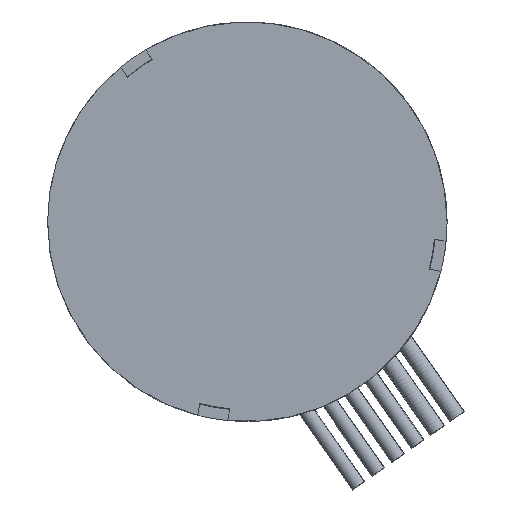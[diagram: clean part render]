
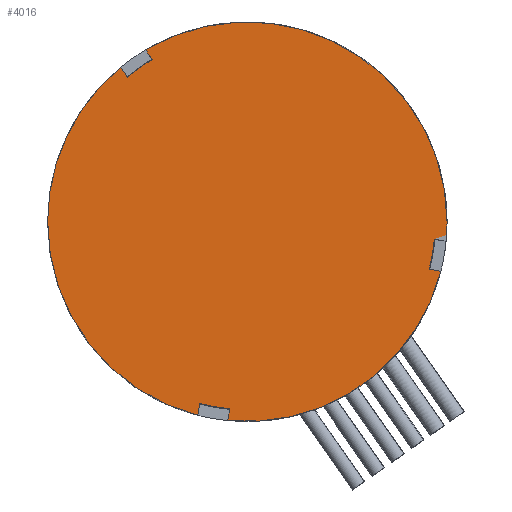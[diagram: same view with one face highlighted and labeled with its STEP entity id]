
A CAD part, top view. The second image highlights one B-rep face of the part: STEP entity #4016.
In plain terms, the highlighted planar face has unit normal (0, 0, 1).
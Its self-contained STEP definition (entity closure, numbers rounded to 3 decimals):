
#2698=LINE('',#12318,#3406);
#2704=LINE('',#12329,#3412);
#2706=LINE('',#12332,#3414);
#2712=LINE('',#12343,#3420);
#2714=LINE('',#12346,#3422);
#2720=LINE('',#12357,#3428);
#3406=VECTOR('',#10262,1.);
#3412=VECTOR('',#10270,1.);
#3414=VECTOR('',#10274,1.);
#3420=VECTOR('',#10282,1.);
#3422=VECTOR('',#10286,1.);
#3428=VECTOR('',#10294,1.);
#4016=ADVANCED_FACE('',(#4613),#4325,.F.);
#4325=PLANE('',#9387);
#4613=FACE_OUTER_BOUND('',#4948,.T.);
#4948=EDGE_LOOP('',(#5849,#5850,#5851,#5852,#5853,#5854,#5855,#5856,#5857,
#5858,#5859,#5860,#5861,#5862));
#5849=ORIENTED_EDGE('',*,*,#7909,.F.);
#5850=ORIENTED_EDGE('',*,*,#8151,.T.);
#5851=ORIENTED_EDGE('',*,*,#8314,.T.);
#5852=ORIENTED_EDGE('',*,*,#8145,.T.);
#5853=ORIENTED_EDGE('',*,*,#7924,.F.);
#5854=ORIENTED_EDGE('',*,*,#8159,.T.);
#5855=ORIENTED_EDGE('',*,*,#8315,.T.);
#5856=ORIENTED_EDGE('',*,*,#8153,.T.);
#5857=ORIENTED_EDGE('',*,*,#7927,.F.);
#5858=ORIENTED_EDGE('',*,*,#7897,.F.);
#5859=ORIENTED_EDGE('',*,*,#8143,.T.);
#5860=ORIENTED_EDGE('',*,*,#8316,.T.);
#5861=ORIENTED_EDGE('',*,*,#8137,.T.);
#5862=ORIENTED_EDGE('',*,*,#7905,.F.);
#7230=VERTEX_POINT('',#11823);
#7240=VERTEX_POINT('',#11843);
#7242=VERTEX_POINT('',#11848);
#7248=VERTEX_POINT('',#11860);
#7252=VERTEX_POINT('',#11869);
#7256=VERTEX_POINT('',#11879);
#7266=VERTEX_POINT('',#11899);
#7268=VERTEX_POINT('',#11904);
#7411=VERTEX_POINT('',#12319);
#7414=VERTEX_POINT('',#12328);
#7415=VERTEX_POINT('',#12333);
#7418=VERTEX_POINT('',#12342);
#7419=VERTEX_POINT('',#12347);
#7422=VERTEX_POINT('',#12356);
#7897=EDGE_CURVE('',#7240,#7230,#8877,.T.);
#7905=EDGE_CURVE('',#7248,#7242,#8881,.T.);
#7909=EDGE_CURVE('',#7252,#7248,#8883,.T.);
#7924=EDGE_CURVE('',#7266,#7256,#8891,.T.);
#7927=EDGE_CURVE('',#7230,#7268,#8893,.T.);
#8137=EDGE_CURVE('',#7411,#7242,#2698,.T.);
#8143=EDGE_CURVE('',#7240,#7414,#2704,.T.);
#8145=EDGE_CURVE('',#7415,#7256,#2706,.T.);
#8151=EDGE_CURVE('',#7252,#7418,#2712,.T.);
#8153=EDGE_CURVE('',#7419,#7268,#2714,.T.);
#8159=EDGE_CURVE('',#7266,#7422,#2720,.T.);
#8314=EDGE_CURVE('',#7418,#7415,#8983,.T.);
#8315=EDGE_CURVE('',#7422,#7419,#8984,.T.);
#8316=EDGE_CURVE('',#7414,#7411,#8985,.T.);
#8877=CIRCLE('',#9171,17.);
#8881=CIRCLE('',#9176,17.);
#8883=CIRCLE('',#9179,17.);
#8891=CIRCLE('',#9188,17.);
#8893=CIRCLE('',#9191,17.);
#8983=CIRCLE('',#9384,15.986);
#8984=CIRCLE('',#9385,15.986);
#8985=CIRCLE('',#9386,15.986);
#9171=AXIS2_PLACEMENT_3D('',#11844,#9848,#9849);
#9176=AXIS2_PLACEMENT_3D('',#11861,#9862,#9863);
#9179=AXIS2_PLACEMENT_3D('',#11870,#9870,#9871);
#9188=AXIS2_PLACEMENT_3D('',#11900,#9895,#9896);
#9191=AXIS2_PLACEMENT_3D('',#11906,#9902,#9903);
#9384=AXIS2_PLACEMENT_3D('',#12650,#10585,#10586);
#9385=AXIS2_PLACEMENT_3D('',#12651,#10587,#10588);
#9386=AXIS2_PLACEMENT_3D('',#12652,#10589,#10590);
#9387=AXIS2_PLACEMENT_3D('',#12653,#10591,#10592);
#9848=DIRECTION('',(0.,0.,-1.));
#9849=DIRECTION('',(-1.,0.,0.));
#9862=DIRECTION('',(0.,0.,-1.));
#9863=DIRECTION('',(-1.,0.,0.));
#9870=DIRECTION('',(0.,0.,-1.));
#9871=DIRECTION('',(-1.,0.,0.));
#9895=DIRECTION('',(0.,0.,-1.));
#9896=DIRECTION('',(-1.,0.,0.));
#9902=DIRECTION('',(0.,0.,-1.));
#9903=DIRECTION('',(-1.,0.,0.));
#10262=DIRECTION('',(-0.574,0.819,0.));
#10270=DIRECTION('',(0.574,-0.819,0.));
#10274=DIRECTION('',(-0.174,-0.985,0.));
#10282=DIRECTION('',(0.174,0.985,0.));
#10286=DIRECTION('',(0.985,-0.174,0.));
#10294=DIRECTION('',(-0.985,0.174,0.));
#10585=DIRECTION('',(0.,0.,1.));
#10586=DIRECTION('',(1.,0.,0.));
#10587=DIRECTION('',(0.,0.,1.));
#10588=DIRECTION('',(1.,0.,0.));
#10589=DIRECTION('',(0.,0.,1.));
#10590=DIRECTION('',(1.,0.,0.));
#10591=DIRECTION('',(0.,0.,-1.));
#10592=DIRECTION('',(1.,0.,0.));
#11823=CARTESIAN_POINT('',(17.,0.,15.4));
#11843=CARTESIAN_POINT('',(-8.657,14.63,15.4));
#11844=CARTESIAN_POINT('',(0.,0.,15.4));
#11848=CARTESIAN_POINT('',(-10.787,13.139,15.4));
#11860=CARTESIAN_POINT('',(-17.,0.,15.4));
#11861=CARTESIAN_POINT('',(0.,0.,15.4));
#11869=CARTESIAN_POINT('',(-4.224,-16.467,15.4));
#11870=CARTESIAN_POINT('',(0.,0.,15.4));
#11879=CARTESIAN_POINT('',(-1.663,-16.918,15.4));
#11899=CARTESIAN_POINT('',(16.467,-4.224,15.4));
#11900=CARTESIAN_POINT('',(0.,0.,15.4));
#11904=CARTESIAN_POINT('',(16.918,-1.663,15.4));
#11906=CARTESIAN_POINT('',(0.,0.,15.4));
#12318=CARTESIAN_POINT('',(-10.204,12.306,15.4));
#12319=CARTESIAN_POINT('',(-10.204,12.306,15.4));
#12328=CARTESIAN_POINT('',(-8.074,13.797,15.4));
#12329=CARTESIAN_POINT('',(-8.074,13.797,15.4));
#12332=CARTESIAN_POINT('',(-1.487,-15.917,15.4));
#12333=CARTESIAN_POINT('',(-1.487,-15.917,15.4));
#12342=CARTESIAN_POINT('',(-4.047,-15.465,15.4));
#12343=CARTESIAN_POINT('',(-4.047,-15.465,15.4));
#12346=CARTESIAN_POINT('',(15.917,-1.487,15.4));
#12347=CARTESIAN_POINT('',(15.917,-1.487,15.4));
#12356=CARTESIAN_POINT('',(15.465,-4.047,15.4));
#12357=CARTESIAN_POINT('',(15.465,-4.047,15.4));
#12650=CARTESIAN_POINT('',(0.,0.,15.4));
#12651=CARTESIAN_POINT('',(0.,0.,15.4));
#12652=CARTESIAN_POINT('',(0.,0.,15.4));
#12653=CARTESIAN_POINT('',(0.,0.,15.4));
